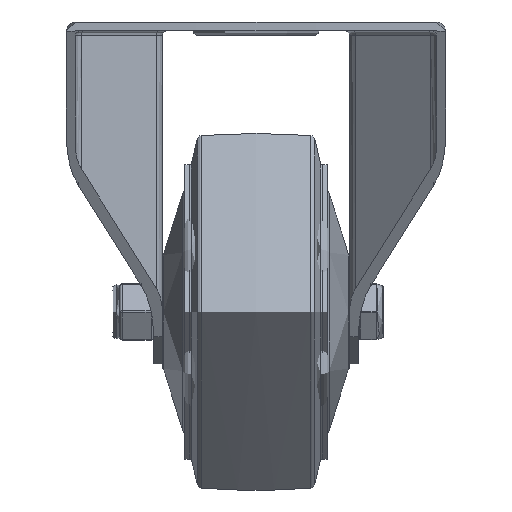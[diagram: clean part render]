
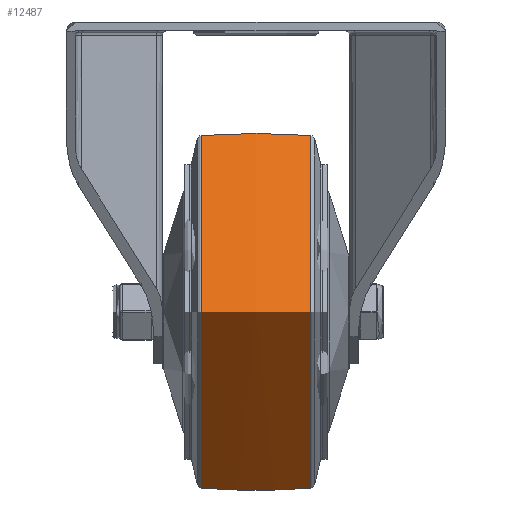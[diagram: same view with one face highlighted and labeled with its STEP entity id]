
A CAD part, left-side view. The second image highlights one B-rep face of the part: STEP entity #12487.
In plain terms, the highlighted free-form (B-spline) face has degree [2, 2] with [3, 9] control points.
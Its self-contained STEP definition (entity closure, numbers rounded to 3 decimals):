
#59=(
BOUNDED_SURFACE()
B_SPLINE_SURFACE(2,2,((#19113,#19114,#19115,#19116,#19117,#19118,#19119,
#19120,#19121),(#19122,#19123,#19124,#19125,#19126,#19127,#19128,#19129,
#19130),(#19131,#19132,#19133,#19134,#19135,#19136,#19137,#19138,#19139)),
 .UNSPECIFIED.,.F.,.T.,.F.)
B_SPLINE_SURFACE_WITH_KNOTS((3,3),(3,2,2,2,3),(-0.073,0.073),
(-3.142,-1.571,0.,1.571,3.142),
 .UNSPECIFIED.)
GEOMETRIC_REPRESENTATION_ITEM()
RATIONAL_B_SPLINE_SURFACE(((1.,0.707,1.,0.707,1.,
0.707,1.,0.707,1.),(0.997,0.705,
0.997,0.705,0.997,0.705,
0.997,0.705,0.997),(1.,0.707,
1.,0.707,1.,0.707,1.,0.707,1.)))
REPRESENTATION_ITEM('')
SURFACE()
);
#3346=FACE_OUTER_BOUND('',#4145,.T.);
#4145=EDGE_LOOP('',(#9358,#9359,#9360,#9361));
#5027=CIRCLE('',#13587,39.555);
#5029=CIRCLE('',#13590,169.25);
#5030=CIRCLE('',#13591,39.555);
#5711=VERTEX_POINT('',#19106);
#5713=VERTEX_POINT('',#19140);
#7079=EDGE_CURVE('',#5711,#5711,#5027,.T.);
#7082=EDGE_CURVE('',#5711,#5713,#5029,.T.);
#7083=EDGE_CURVE('',#5713,#5713,#5030,.T.);
#9358=ORIENTED_EDGE('',*,*,#7079,.F.);
#9359=ORIENTED_EDGE('',*,*,#7082,.T.);
#9360=ORIENTED_EDGE('',*,*,#7083,.F.);
#9361=ORIENTED_EDGE('',*,*,#7082,.F.);
#12487=ADVANCED_FACE('',(#3346),#59,.F.);
#13587=AXIS2_PLACEMENT_3D('',#19108,#15360,#15361);
#13590=AXIS2_PLACEMENT_3D('',#19141,#15367,#15368);
#13591=AXIS2_PLACEMENT_3D('',#19142,#15369,#15370);
#15360=DIRECTION('center_axis',(0.,1.,0.));
#15361=DIRECTION('ref_axis',(0.,0.,1.));
#15367=DIRECTION('center_axis',(-1.,0.,0.));
#15368=DIRECTION('ref_axis',(0.,0.,-1.));
#15369=DIRECTION('center_axis',(0.,-1.,0.));
#15370=DIRECTION('ref_axis',(0.,0.,1.));
#19106=CARTESIAN_POINT('',(0.,12.264,-39.555));
#19108=CARTESIAN_POINT('Origin',(0.,12.264,0.));
#19113=CARTESIAN_POINT('Ctrl Pts',(0.,-12.264,-39.555));
#19114=CARTESIAN_POINT('Ctrl Pts',(-39.555,-12.264,
-39.555));
#19115=CARTESIAN_POINT('Ctrl Pts',(-39.555,-12.264,
0.));
#19116=CARTESIAN_POINT('Ctrl Pts',(-39.555,-12.264,
39.555));
#19117=CARTESIAN_POINT('Ctrl Pts',(0.,-12.264,39.555));
#19118=CARTESIAN_POINT('Ctrl Pts',(39.555,-12.264,39.555));
#19119=CARTESIAN_POINT('Ctrl Pts',(39.555,-12.264,0.));
#19120=CARTESIAN_POINT('Ctrl Pts',(39.555,-12.264,-39.555));
#19121=CARTESIAN_POINT('Ctrl Pts',(0.,-12.264,-39.555));
#19122=CARTESIAN_POINT('Ctrl Pts',(0.,0.,-40.446));
#19123=CARTESIAN_POINT('Ctrl Pts',(-40.446,0.,
-40.446));
#19124=CARTESIAN_POINT('Ctrl Pts',(-40.446,0.,
0.));
#19125=CARTESIAN_POINT('Ctrl Pts',(-40.446,0.,
40.446));
#19126=CARTESIAN_POINT('Ctrl Pts',(0.,0.,40.446));
#19127=CARTESIAN_POINT('Ctrl Pts',(40.446,0.,
40.446));
#19128=CARTESIAN_POINT('Ctrl Pts',(40.446,0.,
0.));
#19129=CARTESIAN_POINT('Ctrl Pts',(40.446,0.,
-40.446));
#19130=CARTESIAN_POINT('Ctrl Pts',(0.,0.,-40.446));
#19131=CARTESIAN_POINT('Ctrl Pts',(0.,12.264,-39.555));
#19132=CARTESIAN_POINT('Ctrl Pts',(-39.555,12.264,-39.555));
#19133=CARTESIAN_POINT('Ctrl Pts',(-39.555,12.264,0.));
#19134=CARTESIAN_POINT('Ctrl Pts',(-39.555,12.264,39.555));
#19135=CARTESIAN_POINT('Ctrl Pts',(0.,12.264,39.555));
#19136=CARTESIAN_POINT('Ctrl Pts',(39.555,12.264,39.555));
#19137=CARTESIAN_POINT('Ctrl Pts',(39.555,12.264,0.));
#19138=CARTESIAN_POINT('Ctrl Pts',(39.555,12.264,-39.555));
#19139=CARTESIAN_POINT('Ctrl Pts',(0.,12.264,-39.555));
#19140=CARTESIAN_POINT('',(0.,-12.264,-39.555));
#19141=CARTESIAN_POINT('Origin',(0.,0.,
129.25));
#19142=CARTESIAN_POINT('Origin',(0.,-12.264,0.));
